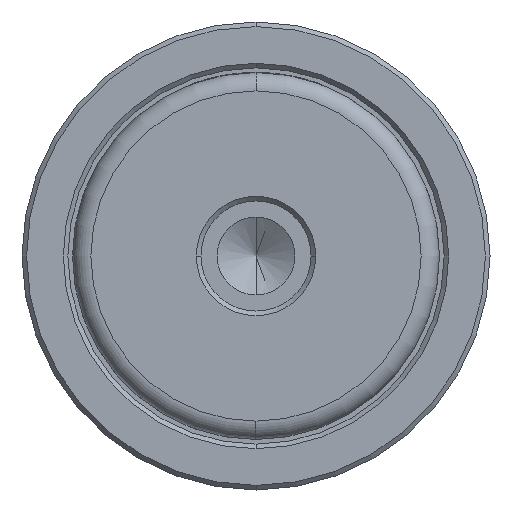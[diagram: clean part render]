
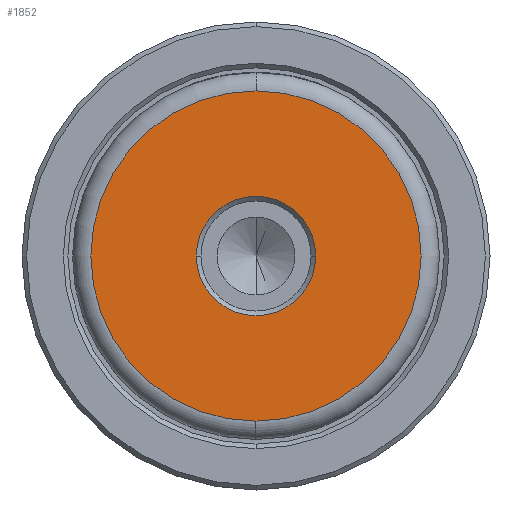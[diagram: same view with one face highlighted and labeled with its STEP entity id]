
A CAD part, left-side view. The second image highlights one B-rep face of the part: STEP entity #1852.
In plain terms, the highlighted planar face has unit normal (-1, 0, 0).
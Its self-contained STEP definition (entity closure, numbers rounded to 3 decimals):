
#1 = CARTESIAN_POINT ( 'NONE',  ( 0., 0., 0. ) ) ;
#27 = AXIS2_PLACEMENT_3D ( 'NONE', #270, #1648, #456 ) ;
#123 = AXIS2_PLACEMENT_3D ( 'NONE', #400, #1783, #591 ) ;
#191 = DIRECTION ( 'NONE',  ( 0., 0., 1. ) ) ;
#194 = CARTESIAN_POINT ( 'NONE',  ( 0., 0., 0. ) ) ;
#199 = VERTEX_POINT ( 'NONE', #643 ) ;
#215 = VERTEX_POINT ( 'NONE', #1203 ) ;
#225 = CIRCLE ( 'NONE', #1982, 6.5 ) ;
#270 = CARTESIAN_POINT ( 'NONE',  ( 0., 0., 0. ) ) ;
#332 = ORIENTED_EDGE ( 'NONE', *, *, #807, .T. ) ;
#389 = ORIENTED_EDGE ( 'NONE', *, *, #1178, .T. ) ;
#400 = CARTESIAN_POINT ( 'NONE',  ( 0., 0., 0. ) ) ;
#452 = CIRCLE ( 'NONE', #27, 17.997 ) ;
#456 = DIRECTION ( 'NONE',  ( 0., 0., 1. ) ) ;
#580 = DIRECTION ( 'NONE',  ( -1., 0., 0. ) ) ;
#591 = DIRECTION ( 'NONE',  ( 0., 0., 1. ) ) ;
#636 = ORIENTED_EDGE ( 'NONE', *, *, #1871, .T. ) ;
#643 = CARTESIAN_POINT ( 'NONE',  ( 0., 0., 17.997 ) ) ;
#807 = EDGE_CURVE ( 'NONE', #1845, #199, #452, .T. ) ;
#875 = CARTESIAN_POINT ( 'NONE',  ( 0., 6.5, 0. ) ) ;
#1152 = CIRCLE ( 'NONE', #123, 17.997 ) ;
#1153 = CARTESIAN_POINT ( 'NONE',  ( 0., 0., 0. ) ) ;
#1178 = EDGE_CURVE ( 'NONE', #215, #2060, #1921, .T. ) ;
#1203 = CARTESIAN_POINT ( 'NONE',  ( 0., -6.5, 0. ) ) ;
#1253 = EDGE_CURVE ( 'NONE', #2060, #215, #225, .T. ) ;
#1343 = DIRECTION ( 'NONE',  ( 0., 0., 1. ) ) ;
#1363 = DIRECTION ( 'NONE',  ( 1., 0., 0. ) ) ;
#1431 = EDGE_LOOP ( 'NONE', ( #636, #332 ) ) ;
#1564 = CARTESIAN_POINT ( 'NONE',  ( 0., 0., -17.997 ) ) ;
#1589 = AXIS2_PLACEMENT_3D ( 'NONE', #1153, #2538, #1343 ) ;
#1648 = DIRECTION ( 'NONE',  ( -1., 0., 0. ) ) ;
#1672 = FACE_BOUND ( 'NONE', #2487, .T. ) ;
#1765 = PLANE ( 'NONE',  #2546 ) ;
#1783 = DIRECTION ( 'NONE',  ( -1., 0., 0. ) ) ;
#1845 = VERTEX_POINT ( 'NONE', #1564 ) ;
#1852 = ADVANCED_FACE ( 'NONE', ( #1672, #2130 ), #1765, .T. ) ;
#1871 = EDGE_CURVE ( 'NONE', #199, #1845, #1152, .T. ) ;
#1921 = CIRCLE ( 'NONE', #1589, 6.5 ) ;
#1965 = DIRECTION ( 'NONE',  ( 0., 0., 1. ) ) ;
#1982 = AXIS2_PLACEMENT_3D ( 'NONE', #1, #1363, #191 ) ;
#2060 = VERTEX_POINT ( 'NONE', #875 ) ;
#2130 = FACE_OUTER_BOUND ( 'NONE', #1431, .T. ) ;
#2238 = ORIENTED_EDGE ( 'NONE', *, *, #1253, .T. ) ;
#2487 = EDGE_LOOP ( 'NONE', ( #389, #2238 ) ) ;
#2538 = DIRECTION ( 'NONE',  ( 1., 0., 0. ) ) ;
#2546 = AXIS2_PLACEMENT_3D ( 'NONE', #194, #580, #1965 ) ;
